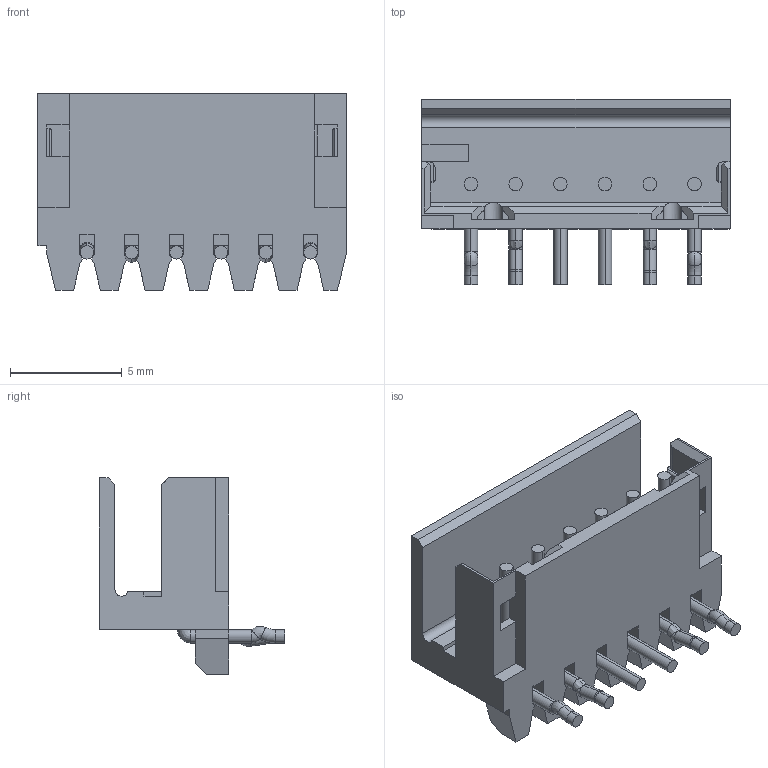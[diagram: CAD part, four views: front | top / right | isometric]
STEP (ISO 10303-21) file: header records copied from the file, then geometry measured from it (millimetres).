
FILE_DESCRIPTION((''),'2;1');
FILE_NAME('C-292250-6','2019-06-03T08:45:04',('workeradm'),('TE Connectivity Ltd.'),'CREO PARAMETRIC BY PTC INC, 2018190','CREO PARAMETRIC BY PTC INC, 2018190','');
FILE_SCHEMA(('AUTOMOTIVE_DESIGN { 1 0 10303 214 1 1 1 1 }'));
Length unit declared in the file: millimetre
Products named in the file (1): C-292250-6
Bounding box: 13.8 x 8.3 x 8.8 mm (x, y, z)
Volume: 282.5 mm3; surface area: 758.3 mm2
Topology: 1 solids, 1 shells, 247 faces, 655 edges, 390 vertices
Faces by surface type: plane 164, cylinder 47, bspline 26, torus 10
Entity records: 7987 total; most frequent: CARTESIAN_POINT 2026, ORIENTED_EDGE 1254, DIRECTION 1191, EDGE_CURVE 627, VECTOR 481, LINE 481, VERTEX_POINT 390, AXIS2_PLACEMENT_3D 355
